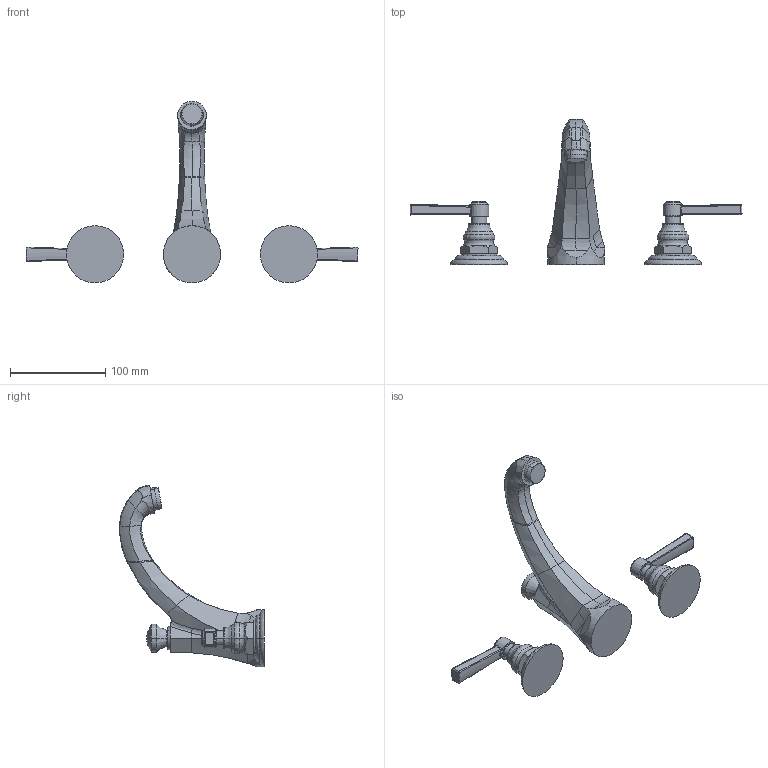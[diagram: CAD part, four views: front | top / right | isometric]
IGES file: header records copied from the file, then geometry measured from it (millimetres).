
Start section:  PTC IGES file: 910c.igs
Global section: file name: 910c.igs; native system: Creo Parametric by PTC Inc.; preprocessor: 2018400; author: jinson.thomas; organization: Unknown; date: 20201126.095106; units: inch
Bounding box: 347.98 x 151.84 x 190.49 mm (x, y, z)
Volume: 409965.3 mm3; surface area: 63603.6 mm2
Topology: 3 solids, 3 shells, 296 faces, 680 edges, 394 vertices
Faces by surface type: bspline 178, revolution 118
